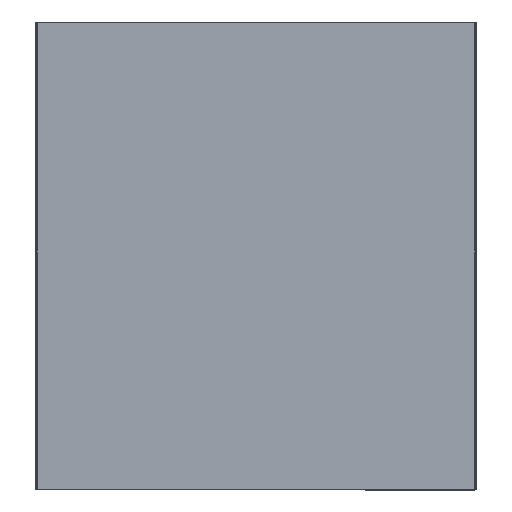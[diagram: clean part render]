
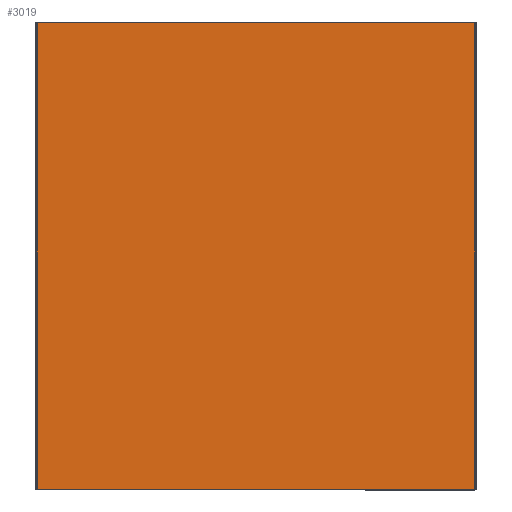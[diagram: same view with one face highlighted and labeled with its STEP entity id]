
A CAD part, top view. The second image highlights one B-rep face of the part: STEP entity #3019.
In plain terms, the highlighted planar face has unit normal (0, 0, 1).
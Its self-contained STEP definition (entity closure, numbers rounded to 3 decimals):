
#72 = CARTESIAN_POINT ( 'NONE',  ( 0., 0., 0. ) ) ;
#99 = DIRECTION ( 'NONE',  ( 1., 0., 0. ) ) ;
#139 = ORIENTED_EDGE ( 'NONE', *, *, #2531, .T. ) ;
#146 = VERTEX_POINT ( 'NONE', #2389 ) ;
#261 = EDGE_CURVE ( 'NONE', #3358, #3258, #2786, .T. ) ;
#344 = CARTESIAN_POINT ( 'NONE',  ( 350.5, -373.939, 0. ) ) ;
#432 = DIRECTION ( 'NONE',  ( 0., 0., 1. ) ) ;
#518 = EDGE_LOOP ( 'NONE', ( #139, #3798, #961, #3788 ) ) ;
#519 = CARTESIAN_POINT ( 'NONE',  ( -350.5, 373.939, 0. ) ) ;
#886 = CARTESIAN_POINT ( 'NONE',  ( -350.5, -375., 0. ) ) ;
#961 = ORIENTED_EDGE ( 'NONE', *, *, #3436, .F. ) ;
#965 = VECTOR ( 'NONE', #1238, 1000. ) ;
#1040 = AXIS2_PLACEMENT_3D ( 'NONE', #72, #432, #99 ) ;
#1238 = DIRECTION ( 'NONE',  ( 0., 1., 0. ) ) ;
#1568 = CARTESIAN_POINT ( 'NONE',  ( 350.5, 375., 0. ) ) ;
#1665 = DIRECTION ( 'NONE',  ( 1., 0., 0. ) ) ;
#1678 = LINE ( 'NONE', #4313, #4233 ) ;
#1802 = DIRECTION ( 'NONE',  ( 1., 0., 0. ) ) ;
#1879 = DIRECTION ( 'NONE',  ( 0., -1., 0. ) ) ;
#2262 = VERTEX_POINT ( 'NONE', #344 ) ;
#2389 = CARTESIAN_POINT ( 'NONE',  ( 350.5, 373.939, 0. ) ) ;
#2499 = VECTOR ( 'NONE', #1879, 1000. ) ;
#2510 = CARTESIAN_POINT ( 'NONE',  ( -354.405, -373.939, 0. ) ) ;
#2531 = EDGE_CURVE ( 'NONE', #3358, #2262, #3903, .T. ) ;
#2647 = EDGE_CURVE ( 'NONE', #146, #2262, #3584, .T. ) ;
#2786 = LINE ( 'NONE', #886, #965 ) ;
#3019 = ADVANCED_FACE ( 'NONE', ( #3030 ), #3729, .T. ) ;
#3030 = FACE_OUTER_BOUND ( 'NONE', #518, .T. ) ;
#3258 = VERTEX_POINT ( 'NONE', #519 ) ;
#3358 = VERTEX_POINT ( 'NONE', #3583 ) ;
#3436 = EDGE_CURVE ( 'NONE', #3258, #146, #1678, .T. ) ;
#3583 = CARTESIAN_POINT ( 'NONE',  ( -350.5, -373.939, 0. ) ) ;
#3584 = LINE ( 'NONE', #1568, #2499 ) ;
#3645 = VECTOR ( 'NONE', #1802, 1000. ) ;
#3729 = PLANE ( 'NONE',  #1040 ) ;
#3788 = ORIENTED_EDGE ( 'NONE', *, *, #261, .F. ) ;
#3798 = ORIENTED_EDGE ( 'NONE', *, *, #2647, .F. ) ;
#3903 = LINE ( 'NONE', #2510, #3645 ) ;
#4233 = VECTOR ( 'NONE', #1665, 1000. ) ;
#4313 = CARTESIAN_POINT ( 'NONE',  ( -354.405, 373.939, 0. ) ) ;
